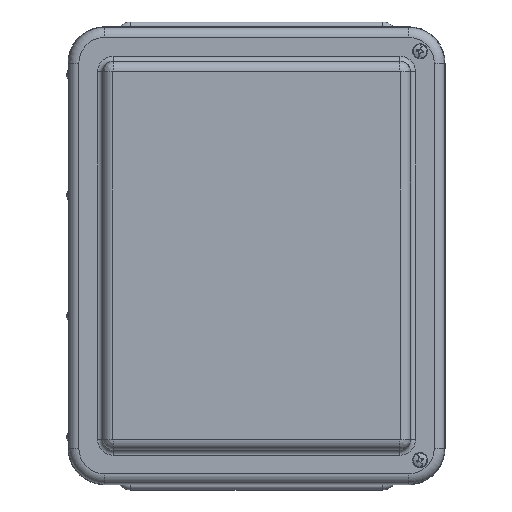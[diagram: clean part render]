
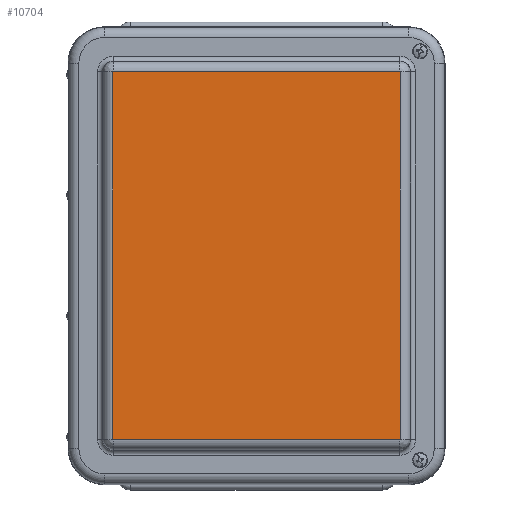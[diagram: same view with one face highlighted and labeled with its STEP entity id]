
A CAD part, top view. The second image highlights one B-rep face of the part: STEP entity #10704.
In plain terms, the highlighted planar face has unit normal (0, 0, 1).
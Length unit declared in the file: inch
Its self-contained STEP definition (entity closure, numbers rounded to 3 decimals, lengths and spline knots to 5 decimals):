
#886=LINE($,#19752,#1576);
#889=LINE($,#19759,#1579);
#890=LINE($,#19792,#1580);
#893=LINE($,#19799,#1583);
#1576=VECTOR($,#14875,9.137);
#1579=VECTOR($,#14882,7.125);
#1580=VECTOR($,#14899,7.125);
#1583=VECTOR($,#14906,9.137);
#1852=PLANE($,#11911);
#2997=FACE_OUTER_BOUND($,#3880,.T.);
#3880=EDGE_LOOP($,(#9550,#9551,#9552,#9553,#9554,#9555,#9556,#9557));
#4613=CIRCLE($,#11886,0.00433);
#4619=CIRCLE($,#11894,0.00433);
#4623=CIRCLE($,#11898,0.00433);
#4627=CIRCLE($,#11904,0.00433);
#5599=VERTEX_POINT($,#19741);
#5600=VERTEX_POINT($,#19743);
#5603=VERTEX_POINT($,#19750);
#5604=VERTEX_POINT($,#19755);
#5607=VERTEX_POINT($,#19770);
#5608=VERTEX_POINT($,#19783);
#5611=VERTEX_POINT($,#19790);
#5612=VERTEX_POINT($,#19795);
#6957=EDGE_CURVE($,#5599,#5600,#4613,.T.);
#6961=EDGE_CURVE($,#5603,#5599,#886,.T.);
#6965=EDGE_CURVE($,#5600,#5604,#889,.T.);
#6967=EDGE_CURVE($,#5607,#5603,#4619,.T.);
#6971=EDGE_CURVE($,#5604,#5608,#4623,.T.);
#6973=EDGE_CURVE($,#5611,#5607,#890,.T.);
#6977=EDGE_CURVE($,#5608,#5612,#893,.T.);
#6979=EDGE_CURVE($,#5612,#5611,#4627,.T.);
#9550=ORIENTED_EDGE($,*,*,#6957,.F.);
#9551=ORIENTED_EDGE($,*,*,#6961,.F.);
#9552=ORIENTED_EDGE($,*,*,#6967,.F.);
#9553=ORIENTED_EDGE($,*,*,#6973,.F.);
#9554=ORIENTED_EDGE($,*,*,#6979,.F.);
#9555=ORIENTED_EDGE($,*,*,#6977,.F.);
#9556=ORIENTED_EDGE($,*,*,#6971,.F.);
#9557=ORIENTED_EDGE($,*,*,#6965,.F.);
#10704=ADVANCED_FACE($,(#2997),#1852,.T.);
#11886=AXIS2_PLACEMENT_3D($,#19744,#14865,#14866);
#11894=AXIS2_PLACEMENT_3D($,#19772,#14885,#14886);
#11898=AXIS2_PLACEMENT_3D($,#19787,#14893,#14894);
#11904=AXIS2_PLACEMENT_3D($,#19810,#14909,#14910);
#11911=AXIS2_PLACEMENT_3D($,#19829,#14930,#14931);
#14865=DIRECTION('center_axis',(0.,0.,-1.));
#14866=DIRECTION('ref_axis',(0.707,-0.707,0.));
#14875=DIRECTION($,(0.,-1.,0.));
#14882=DIRECTION($,(-1.,0.,0.));
#14885=DIRECTION('center_axis',(0.,0.,-1.));
#14886=DIRECTION('ref_axis',(0.707,0.707,0.));
#14893=DIRECTION('center_axis',(0.,0.,-1.));
#14894=DIRECTION('ref_axis',(-0.707,-0.707,0.));
#14899=DIRECTION($,(1.,0.,0.));
#14906=DIRECTION($,(0.,1.,0.));
#14909=DIRECTION('center_axis',(0.,0.,-1.));
#14910=DIRECTION('ref_axis',(-0.707,0.707,0.));
#14930=DIRECTION('center_axis',(0.,0.,1.));
#14931=DIRECTION('ref_axis',(1.,0.,0.));
#19741=CARTESIAN_POINT('',(3.56683,-4.5685,1.5943));
#19743=CARTESIAN_POINT('',(3.5625,-4.57283,1.5943));
#19744=CARTESIAN_POINT('Origin',(3.5625,-4.5685,1.5943));
#19750=CARTESIAN_POINT('',(3.56683,4.5685,1.5943));
#19752=CARTESIAN_POINT($,(3.56683,4.5685,1.5943));
#19755=CARTESIAN_POINT('',(-3.5625,-4.57283,1.5943));
#19759=CARTESIAN_POINT($,(3.5625,-4.57283,1.5943));
#19770=CARTESIAN_POINT('',(3.5625,4.57283,1.5943));
#19772=CARTESIAN_POINT('Origin',(3.5625,4.5685,1.5943));
#19783=CARTESIAN_POINT('',(-3.56683,-4.5685,1.5943));
#19787=CARTESIAN_POINT('Origin',(-3.5625,-4.5685,1.5943));
#19790=CARTESIAN_POINT('',(-3.5625,4.57283,1.5943));
#19792=CARTESIAN_POINT($,(-3.5625,4.57283,1.5943));
#19795=CARTESIAN_POINT('',(-3.56683,4.5685,1.5943));
#19799=CARTESIAN_POINT($,(-3.56683,-4.5685,1.5943));
#19810=CARTESIAN_POINT('Origin',(-3.5625,4.5685,1.5943));
#19829=CARTESIAN_POINT('Origin',(0.,0.,1.5943));
